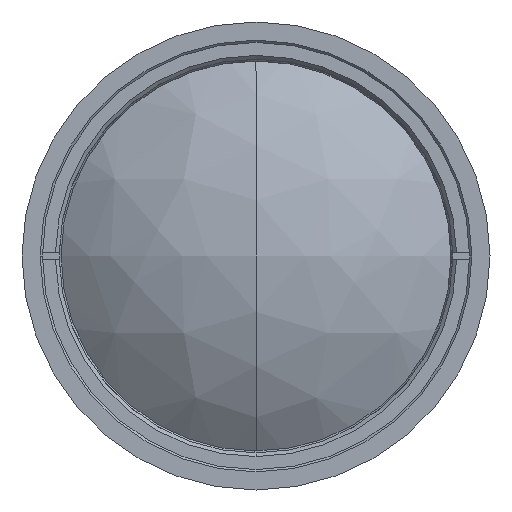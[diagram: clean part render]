
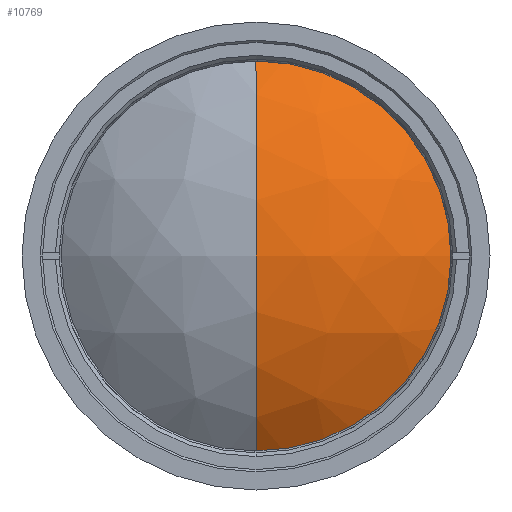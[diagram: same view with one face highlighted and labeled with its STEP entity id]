
A CAD part, left-side view. The second image highlights one B-rep face of the part: STEP entity #10769.
In plain terms, the highlighted free-form (B-spline) face has degree [3, 3] with [4, 4] control points.
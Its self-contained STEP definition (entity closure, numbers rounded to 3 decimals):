
#71 = CARTESIAN_POINT ( 'NONE',  ( -140.239, -11.334, -11.132 ) ) ;
#166 = EDGE_CURVE ( 'NONE', #2912, #6586, #3479, .T. ) ;
#711 = CARTESIAN_POINT ( 'NONE',  ( -140.239, 0., 11.132 ) ) ;
#980 = CARTESIAN_POINT ( 'NONE',  ( -126.269, 0., 0. ) ) ;
#1621 = EDGE_LOOP ( 'NONE', ( #3759, #2944 ) ) ;
#2289 = FACE_OUTER_BOUND ( 'NONE', #1621, .T. ) ;
#2457 = CARTESIAN_POINT ( 'NONE',  ( -136.41, -22.002, -11.132 ) ) ;
#2912 = VERTEX_POINT ( 'NONE', #5872 ) ;
#2944 = ORIENTED_EDGE ( 'NONE', *, *, #12499, .T. ) ;
#3340 = DIRECTION ( 'NONE',  ( 0., -1., 0. ) ) ;
#3479 = CIRCLE ( 'NONE', #10624, 28. ) ;
#3759 = ORIENTED_EDGE ( 'NONE', *, *, #166, .T. ) ;
#3794 = CARTESIAN_POINT ( 'NONE',  ( -123.334, -15.541, 28.281 ) ) ;
#5440 =( BOUNDED_SURFACE ( )  B_SPLINE_SURFACE ( 3, 3, ( 
 ( #10592, #16043, #3794, #14277 ),
 ( #711, #10257, #10684, #9336 ),
 ( #14868, #71, #2457, #13699 ),
 ( #8056, #6575, #17576, #9503 ) ),
 .UNSPECIFIED., .F., .F., .F. ) 
 B_SPLINE_SURFACE_WITH_KNOTS ( ( 4, 4 ),
 ( 4, 4 ),
 ( 0., 1. ),
 ( 0., 1. ),
 .UNSPECIFIED. ) 
 GEOMETRIC_REPRESENTATION_ITEM ( )  RATIONAL_B_SPLINE_SURFACE ( (
 ( 1., 0.961, 0.961, 1.),
 ( 0.847, 0.814, 0.814, 0.847),
 ( 0.847, 0.814, 0.814, 0.847),
 ( 1., 0.961, 0.961, 1.) ) ) 
 REPRESENTATION_ITEM ( '' )  SURFACE ( )  );
#5872 = CARTESIAN_POINT ( 'NONE',  ( -126.269, 0., -28. ) ) ;
#6416 = DIRECTION ( 'NONE',  ( 0., 0., -1. ) ) ;
#6575 = CARTESIAN_POINT ( 'NONE',  ( -126.038, -8.006, -28.281 ) ) ;
#6586 = VERTEX_POINT ( 'NONE', #14692 ) ;
#7540 = AXIS2_PLACEMENT_3D ( 'NONE', #7541, #3340, #10304 ) ;
#7541 = CARTESIAN_POINT ( 'NONE',  ( -91.886, 0., 0. ) ) ;
#8056 = CARTESIAN_POINT ( 'NONE',  ( -126.038, 0., -28.281 ) ) ;
#9336 = CARTESIAN_POINT ( 'NONE',  ( -129.202, -30.75, 11.132 ) ) ;
#9503 = CARTESIAN_POINT ( 'NONE',  ( -118.243, -21.719, -28.281 ) ) ;
#10257 = CARTESIAN_POINT ( 'NONE',  ( -140.239, -11.334, 11.132 ) ) ;
#10304 = DIRECTION ( 'NONE',  ( 0., 0., 1. ) ) ;
#10592 = CARTESIAN_POINT ( 'NONE',  ( -126.038, 0., 28.281 ) ) ;
#10624 = AXIS2_PLACEMENT_3D ( 'NONE', #980, #13449, #6416 ) ;
#10681 = CIRCLE ( 'NONE', #7540, 44.342 ) ;
#10684 = CARTESIAN_POINT ( 'NONE',  ( -136.41, -22.002, 11.132 ) ) ;
#10769 = ADVANCED_FACE ( 'NONE', ( #2289 ), #5440, .T. ) ;
#12499 = EDGE_CURVE ( 'NONE', #6586, #2912, #10681, .T. ) ;
#13449 = DIRECTION ( 'NONE',  ( -1., 0., 0. ) ) ;
#13699 = CARTESIAN_POINT ( 'NONE',  ( -129.202, -30.75, -11.132 ) ) ;
#14277 = CARTESIAN_POINT ( 'NONE',  ( -118.243, -21.719, 28.281 ) ) ;
#14692 = CARTESIAN_POINT ( 'NONE',  ( -126.269, 0., 28. ) ) ;
#14868 = CARTESIAN_POINT ( 'NONE',  ( -140.239, 0., -11.132 ) ) ;
#16043 = CARTESIAN_POINT ( 'NONE',  ( -126.038, -8.006, 28.281 ) ) ;
#17576 = CARTESIAN_POINT ( 'NONE',  ( -123.334, -15.541, -28.281 ) ) ;
